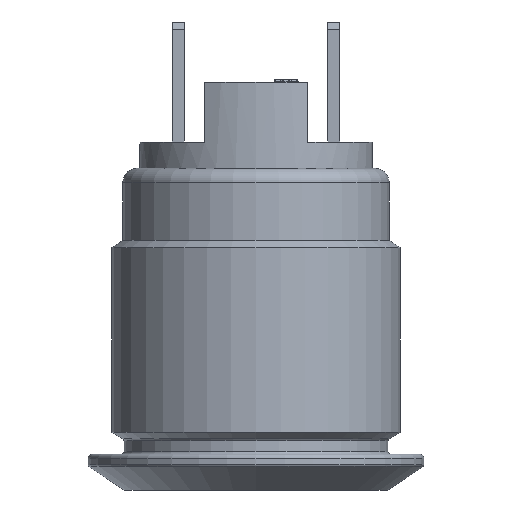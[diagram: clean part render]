
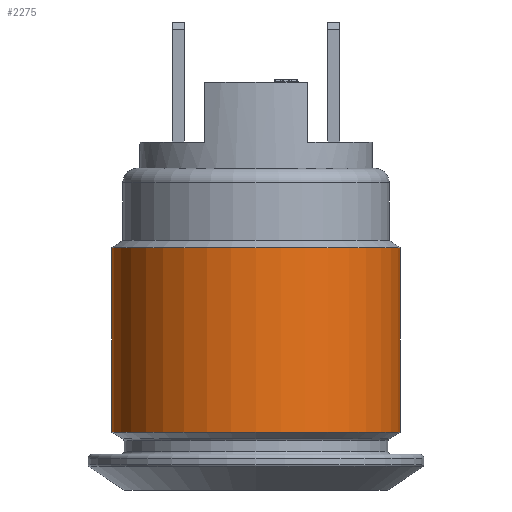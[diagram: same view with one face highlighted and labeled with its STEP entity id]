
A CAD part, front view. The second image highlights one B-rep face of the part: STEP entity #2275.
In plain terms, the highlighted cylindrical face has radius 6 mm (diameter 12 mm), a full revolution.
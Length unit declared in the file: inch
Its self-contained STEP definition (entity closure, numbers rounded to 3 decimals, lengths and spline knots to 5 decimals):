
#32=LINE('',#3469,#228);
#228=VECTOR('',#2758,0.23622);
#423=CYLINDRICAL_SURFACE('',#2455,0.23622);
#558=FACE_OUTER_BOUND('',#698,.T.);
#698=EDGE_LOOP('',(#1525,#1526,#1527,#1528,#1529,#1530));
#850=CIRCLE('',#2441,0.23622);
#851=CIRCLE('',#2442,0.23622);
#860=CIRCLE('',#2456,0.23622);
#861=CIRCLE('',#2457,0.23622);
#974=VERTEX_POINT('',#3443);
#975=VERTEX_POINT('',#3444);
#982=VERTEX_POINT('',#3468);
#983=VERTEX_POINT('',#3470);
#1173=EDGE_CURVE('',#974,#975,#850,.T.);
#1174=EDGE_CURVE('',#975,#974,#851,.T.);
#1185=EDGE_CURVE('',#975,#982,#32,.T.);
#1186=EDGE_CURVE('',#983,#982,#860,.T.);
#1187=EDGE_CURVE('',#982,#983,#861,.T.);
#1525=ORIENTED_EDGE('',*,*,#1173,.F.);
#1526=ORIENTED_EDGE('',*,*,#1174,.F.);
#1527=ORIENTED_EDGE('',*,*,#1185,.T.);
#1528=ORIENTED_EDGE('',*,*,#1186,.F.);
#1529=ORIENTED_EDGE('',*,*,#1187,.F.);
#1530=ORIENTED_EDGE('',*,*,#1185,.F.);
#2275=ADVANCED_FACE('',(#558),#423,.T.);
#2441=AXIS2_PLACEMENT_3D('',#3445,#2726,#2727);
#2442=AXIS2_PLACEMENT_3D('',#3446,#2728,#2729);
#2455=AXIS2_PLACEMENT_3D('',#3467,#2756,#2757);
#2456=AXIS2_PLACEMENT_3D('',#3471,#2759,#2760);
#2457=AXIS2_PLACEMENT_3D('',#3472,#2761,#2762);
#2726=DIRECTION('center_axis',(0.,0.,-1.));
#2727=DIRECTION('ref_axis',(-1.,0.,0.));
#2728=DIRECTION('center_axis',(0.,0.,-1.));
#2729=DIRECTION('ref_axis',(-1.,0.,0.));
#2756=DIRECTION('center_axis',(0.,0.,-1.));
#2757=DIRECTION('ref_axis',(1.,0.,0.));
#2758=DIRECTION('',(0.,0.,1.));
#2759=DIRECTION('center_axis',(0.,0.,1.));
#2760=DIRECTION('ref_axis',(-1.,0.,0.));
#2761=DIRECTION('center_axis',(0.,0.,1.));
#2762=DIRECTION('ref_axis',(-1.,0.,0.));
#3443=CARTESIAN_POINT('',(0.23622,0.,-0.43307));
#3444=CARTESIAN_POINT('',(-0.23622,0.,-0.43307));
#3445=CARTESIAN_POINT('Origin',(0.,0.,-0.43307));
#3446=CARTESIAN_POINT('Origin',(0.,0.,-0.43307));
#3467=CARTESIAN_POINT('Origin',(0.,0.,-0.29331));
#3468=CARTESIAN_POINT('',(-0.23622,0.,-0.12992));
#3469=CARTESIAN_POINT('',(-0.23622,0.,-0.29331));
#3470=CARTESIAN_POINT('',(0.23622,0.,-0.12992));
#3471=CARTESIAN_POINT('Origin',(0.,0.,-0.12992));
#3472=CARTESIAN_POINT('Origin',(0.,0.,-0.12992));
